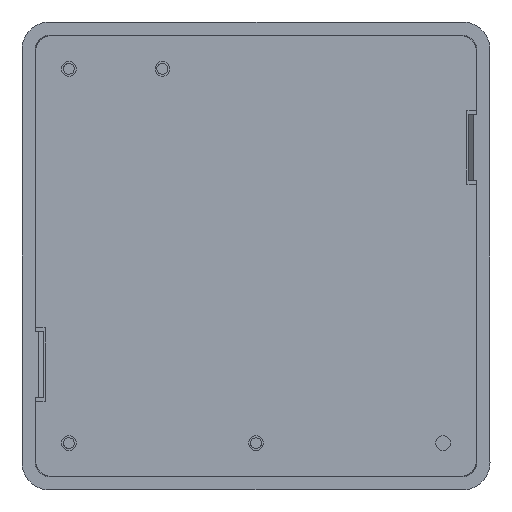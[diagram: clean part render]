
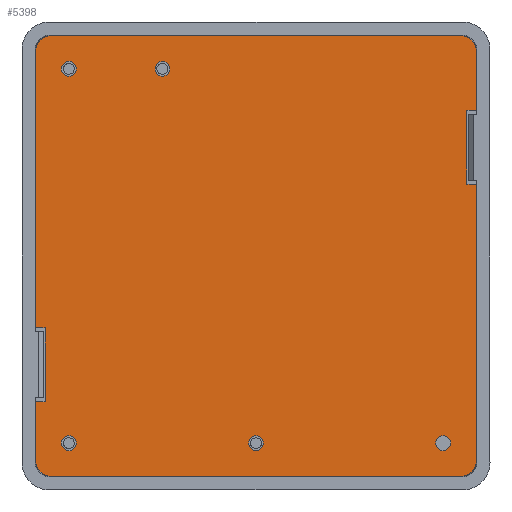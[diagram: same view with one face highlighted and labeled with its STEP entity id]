
A CAD part, front view. The second image highlights one B-rep face of the part: STEP entity #5398.
In plain terms, the highlighted planar face has unit normal (0, -1, 0).
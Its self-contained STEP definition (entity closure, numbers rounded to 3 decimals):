
#3823=DIRECTION('',(0.,0.,1.));
#3824=VECTOR('',#3823,3.25);
#3825=CARTESIAN_POINT('',(-11.95,0.,-11.15));
#3826=LINE('',#3825,#3824);
#3830=DIRECTION('',(1.,0.,0.));
#3831=VECTOR('',#3830,0.5);
#3832=CARTESIAN_POINT('',(-11.95,0.,-7.9));
#3833=LINE('',#3832,#3831);
#3837=DIRECTION('',(0.,0.,1.));
#3838=VECTOR('',#3837,4.);
#3839=CARTESIAN_POINT('',(-11.45,0.,-7.9));
#3840=LINE('',#3839,#3838);
#3844=DIRECTION('',(0.,0.,1.));
#3845=VECTOR('',#3844,15.05);
#3846=CARTESIAN_POINT('',(-11.95,0.,-3.9));
#3847=LINE('',#3846,#3845);
#3851=CARTESIAN_POINT('',(-11.15,0.,11.15));
#3852=DIRECTION('',(0.,1.,0.));
#3853=DIRECTION('',(-1.,0.,0.));
#3854=AXIS2_PLACEMENT_3D('',#3851,#3852,#3853);
#3859=DIRECTION('',(1.,0.,0.));
#3860=VECTOR('',#3859,22.3);
#3861=CARTESIAN_POINT('',(-11.15,0.,11.95));
#3862=LINE('',#3861,#3860);
#3866=CARTESIAN_POINT('',(11.15,0.,11.15));
#3867=DIRECTION('',(0.,1.,0.));
#3868=DIRECTION('',(0.,0.,1.));
#3869=AXIS2_PLACEMENT_3D('',#3866,#3867,#3868);
#3874=DIRECTION('',(0.,0.,-1.));
#3875=VECTOR('',#3874,3.25);
#3876=CARTESIAN_POINT('',(11.95,0.,11.15));
#3877=LINE('',#3876,#3875);
#3881=DIRECTION('',(-1.,0.,0.));
#3882=VECTOR('',#3881,0.5);
#3883=CARTESIAN_POINT('',(11.95,0.,7.9));
#3884=LINE('',#3883,#3882);
#3888=DIRECTION('',(0.,0.,-1.));
#3889=VECTOR('',#3888,4.);
#3890=CARTESIAN_POINT('',(11.45,0.,7.9));
#3891=LINE('',#3890,#3889);
#3895=DIRECTION('',(0.,0.,-1.));
#3896=VECTOR('',#3895,15.05);
#3897=CARTESIAN_POINT('',(11.95,0.,3.9));
#3898=LINE('',#3897,#3896);
#3902=CARTESIAN_POINT('',(11.15,0.,-11.15));
#3903=DIRECTION('',(0.,1.,0.));
#3904=DIRECTION('',(1.,0.,0.));
#3905=AXIS2_PLACEMENT_3D('',#3902,#3903,#3904);
#3910=DIRECTION('',(-1.,0.,0.));
#3911=VECTOR('',#3910,22.3);
#3912=CARTESIAN_POINT('',(11.15,0.,-11.95));
#3913=LINE('',#3912,#3911);
#3917=CARTESIAN_POINT('',(-11.15,0.,-11.15));
#3918=DIRECTION('',(0.,1.,0.));
#3919=DIRECTION('',(0.,0.,-1.));
#3920=AXIS2_PLACEMENT_3D('',#3917,#3918,#3919);
#3925=CARTESIAN_POINT('',(10.16,0.,-10.16));
#3926=DIRECTION('',(0.,-1.,0.));
#3927=DIRECTION('',(-1.,0.,0.));
#3928=AXIS2_PLACEMENT_3D('',#3925,#3926,#3927);
#3933=CARTESIAN_POINT('',(10.16,0.,-10.16));
#3934=DIRECTION('',(0.,-1.,0.));
#3935=DIRECTION('',(1.,0.,0.));
#3936=AXIS2_PLACEMENT_3D('',#3933,#3934,#3935);
#3941=CARTESIAN_POINT('',(-5.08,0.,10.16));
#3942=DIRECTION('',(0.,-1.,0.));
#3943=DIRECTION('',(-1.,0.,0.));
#3944=AXIS2_PLACEMENT_3D('',#3941,#3942,#3943);
#3949=CARTESIAN_POINT('',(-5.08,0.,10.16));
#3950=DIRECTION('',(0.,-1.,0.));
#3951=DIRECTION('',(1.,0.,0.));
#3952=AXIS2_PLACEMENT_3D('',#3949,#3950,#3951);
#3957=CARTESIAN_POINT('',(-10.16,0.,10.16));
#3958=DIRECTION('',(0.,-1.,0.));
#3959=DIRECTION('',(-1.,0.,0.));
#3960=AXIS2_PLACEMENT_3D('',#3957,#3958,#3959);
#3965=CARTESIAN_POINT('',(-10.16,0.,10.16));
#3966=DIRECTION('',(0.,-1.,0.));
#3967=DIRECTION('',(1.,0.,0.));
#3968=AXIS2_PLACEMENT_3D('',#3965,#3966,#3967);
#3973=CARTESIAN_POINT('',(-10.16,0.,-10.16));
#3974=DIRECTION('',(0.,-1.,0.));
#3975=DIRECTION('',(-1.,0.,0.));
#3976=AXIS2_PLACEMENT_3D('',#3973,#3974,#3975);
#3981=CARTESIAN_POINT('',(-10.16,0.,-10.16));
#3982=DIRECTION('',(0.,-1.,0.));
#3983=DIRECTION('',(1.,0.,0.));
#3984=AXIS2_PLACEMENT_3D('',#3981,#3982,#3983);
#3989=CARTESIAN_POINT('',(0.,0.,-10.16));
#3990=DIRECTION('',(0.,-1.,0.));
#3991=DIRECTION('',(-1.,0.,0.));
#3992=AXIS2_PLACEMENT_3D('',#3989,#3990,#3991);
#3997=CARTESIAN_POINT('',(0.,0.,-10.16));
#3998=DIRECTION('',(0.,-1.,0.));
#3999=DIRECTION('',(1.,0.,0.));
#4000=AXIS2_PLACEMENT_3D('',#3997,#3998,#3999);
#4632=DIRECTION('',(-1.,0.,0.));
#4633=VECTOR('',#4632,0.5);
#4634=CARTESIAN_POINT('',(11.95,0.,3.9));
#4635=LINE('',#4634,#4633);
#5037=DIRECTION('',(1.,0.,0.));
#5038=VECTOR('',#5037,0.5);
#5039=CARTESIAN_POINT('',(-11.95,0.,-3.9));
#5040=LINE('',#5039,#5038);
#5093=CARTESIAN_POINT('',(-11.95,0.,-11.15));
#5094=CARTESIAN_POINT('',(-11.95,0.,-7.9));
#5095=VERTEX_POINT('',#5093);
#5096=VERTEX_POINT('',#5094);
#5097=CARTESIAN_POINT('',(-11.45,0.,-7.9));
#5098=VERTEX_POINT('',#5097);
#5099=CARTESIAN_POINT('',(-11.45,0.,-3.9));
#5100=VERTEX_POINT('',#5099);
#5101=CARTESIAN_POINT('',(-11.95,0.,-3.9));
#5102=VERTEX_POINT('',#5101);
#5103=CARTESIAN_POINT('',(-11.95,0.,11.15));
#5104=VERTEX_POINT('',#5103);
#5105=CARTESIAN_POINT('',(-11.15,0.,11.95));
#5106=VERTEX_POINT('',#5105);
#5107=CARTESIAN_POINT('',(11.15,0.,11.95));
#5108=VERTEX_POINT('',#5107);
#5109=CARTESIAN_POINT('',(11.95,0.,11.15));
#5110=VERTEX_POINT('',#5109);
#5111=CARTESIAN_POINT('',(11.95,0.,7.9));
#5112=VERTEX_POINT('',#5111);
#5113=CARTESIAN_POINT('',(11.45,0.,7.9));
#5114=VERTEX_POINT('',#5113);
#5115=CARTESIAN_POINT('',(11.45,0.,3.9));
#5116=VERTEX_POINT('',#5115);
#5117=CARTESIAN_POINT('',(11.95,0.,3.9));
#5118=VERTEX_POINT('',#5117);
#5119=CARTESIAN_POINT('',(11.95,0.,-11.15));
#5120=VERTEX_POINT('',#5119);
#5121=CARTESIAN_POINT('',(11.15,0.,-11.95));
#5122=VERTEX_POINT('',#5121);
#5123=CARTESIAN_POINT('',(-11.15,0.,-11.95));
#5124=VERTEX_POINT('',#5123);
#5125=CARTESIAN_POINT('',(9.76,0.,-10.16));
#5126=CARTESIAN_POINT('',(10.56,0.,-10.16));
#5127=VERTEX_POINT('',#5125);
#5128=VERTEX_POINT('',#5126);
#5129=CARTESIAN_POINT('',(-5.48,0.,10.16));
#5130=CARTESIAN_POINT('',(-4.68,0.,10.16));
#5131=VERTEX_POINT('',#5129);
#5132=VERTEX_POINT('',#5130);
#5133=CARTESIAN_POINT('',(-10.56,0.,10.16));
#5134=CARTESIAN_POINT('',(-9.76,0.,10.16));
#5135=VERTEX_POINT('',#5133);
#5136=VERTEX_POINT('',#5134);
#5137=CARTESIAN_POINT('',(-10.56,0.,-10.16));
#5138=CARTESIAN_POINT('',(-9.76,0.,-10.16));
#5139=VERTEX_POINT('',#5137);
#5140=VERTEX_POINT('',#5138);
#5141=CARTESIAN_POINT('',(-0.4,0.,-10.16));
#5142=CARTESIAN_POINT('',(0.4,0.,-10.16));
#5143=VERTEX_POINT('',#5141);
#5144=VERTEX_POINT('',#5142);
#5329=CARTESIAN_POINT('',(0.,0.,0.));
#5330=DIRECTION('',(0.,1.,0.));
#5331=DIRECTION('',(1.,0.,0.));
#5332=AXIS2_PLACEMENT_3D('',#5329,#5330,#5331);
#5333=PLANE('',#5332);
#5335=ORIENTED_EDGE('',*,*,#5334,.T.);
#5337=ORIENTED_EDGE('',*,*,#5336,.T.);
#5339=ORIENTED_EDGE('',*,*,#5338,.T.);
#5341=ORIENTED_EDGE('',*,*,#5340,.F.);
#5343=ORIENTED_EDGE('',*,*,#5342,.T.);
#5345=ORIENTED_EDGE('',*,*,#5344,.T.);
#5347=ORIENTED_EDGE('',*,*,#5346,.T.);
#5349=ORIENTED_EDGE('',*,*,#5348,.T.);
#5351=ORIENTED_EDGE('',*,*,#5350,.T.);
#5353=ORIENTED_EDGE('',*,*,#5352,.T.);
#5355=ORIENTED_EDGE('',*,*,#5354,.T.);
#5357=ORIENTED_EDGE('',*,*,#5356,.F.);
#5359=ORIENTED_EDGE('',*,*,#5358,.T.);
#5361=ORIENTED_EDGE('',*,*,#5360,.T.);
#5363=ORIENTED_EDGE('',*,*,#5362,.T.);
#5365=ORIENTED_EDGE('',*,*,#5364,.T.);
#5366=EDGE_LOOP('',(#5335,#5337,#5339,#5341,#5343,#5345,#5347,#5349,#5351,#5353,
#5355,#5357,#5359,#5361,#5363,#5365));
#5367=FACE_OUTER_BOUND('',#5366,.F.);
#5369=ORIENTED_EDGE('',*,*,#5368,.T.);
#5371=ORIENTED_EDGE('',*,*,#5370,.T.);
#5372=EDGE_LOOP('',(#5369,#5371));
#5373=FACE_BOUND('',#5372,.F.);
#5375=ORIENTED_EDGE('',*,*,#5374,.T.);
#5377=ORIENTED_EDGE('',*,*,#5376,.T.);
#5378=EDGE_LOOP('',(#5375,#5377));
#5379=FACE_BOUND('',#5378,.F.);
#5381=ORIENTED_EDGE('',*,*,#5380,.T.);
#5383=ORIENTED_EDGE('',*,*,#5382,.T.);
#5384=EDGE_LOOP('',(#5381,#5383));
#5385=FACE_BOUND('',#5384,.F.);
#5387=ORIENTED_EDGE('',*,*,#5386,.T.);
#5389=ORIENTED_EDGE('',*,*,#5388,.T.);
#5390=EDGE_LOOP('',(#5387,#5389));
#5391=FACE_BOUND('',#5390,.F.);
#5393=ORIENTED_EDGE('',*,*,#5392,.T.);
#5395=ORIENTED_EDGE('',*,*,#5394,.T.);
#5396=EDGE_LOOP('',(#5393,#5395));
#5397=FACE_BOUND('',#5396,.F.);
#5398=ADVANCED_FACE('',(#5367,#5373,#5379,#5385,#5391,#5397),#5333,.F.);
#3855=CIRCLE('',#3854,0.8);
#3870=CIRCLE('',#3869,0.8);
#3906=CIRCLE('',#3905,0.8);
#3921=CIRCLE('',#3920,0.8);
#3929=CIRCLE('',#3928,0.4);
#3937=CIRCLE('',#3936,0.4);
#3945=CIRCLE('',#3944,0.4);
#3953=CIRCLE('',#3952,0.4);
#3961=CIRCLE('',#3960,0.4);
#3969=CIRCLE('',#3968,0.4);
#3977=CIRCLE('',#3976,0.4);
#3985=CIRCLE('',#3984,0.4);
#3993=CIRCLE('',#3992,0.4);
#4001=CIRCLE('',#4000,0.4);
#5334=EDGE_CURVE('',#5095,#5096,#3826,.T.);
#5336=EDGE_CURVE('',#5096,#5098,#3833,.T.);
#5338=EDGE_CURVE('',#5098,#5100,#3840,.T.);
#5340=EDGE_CURVE('',#5102,#5100,#5040,.T.);
#5342=EDGE_CURVE('',#5102,#5104,#3847,.T.);
#5344=EDGE_CURVE('',#5104,#5106,#3855,.T.);
#5346=EDGE_CURVE('',#5106,#5108,#3862,.T.);
#5348=EDGE_CURVE('',#5108,#5110,#3870,.T.);
#5350=EDGE_CURVE('',#5110,#5112,#3877,.T.);
#5352=EDGE_CURVE('',#5112,#5114,#3884,.T.);
#5354=EDGE_CURVE('',#5114,#5116,#3891,.T.);
#5356=EDGE_CURVE('',#5118,#5116,#4635,.T.);
#5358=EDGE_CURVE('',#5118,#5120,#3898,.T.);
#5360=EDGE_CURVE('',#5120,#5122,#3906,.T.);
#5362=EDGE_CURVE('',#5122,#5124,#3913,.T.);
#5364=EDGE_CURVE('',#5124,#5095,#3921,.T.);
#5368=EDGE_CURVE('',#5127,#5128,#3929,.T.);
#5370=EDGE_CURVE('',#5128,#5127,#3937,.T.);
#5374=EDGE_CURVE('',#5131,#5132,#3945,.T.);
#5376=EDGE_CURVE('',#5132,#5131,#3953,.T.);
#5380=EDGE_CURVE('',#5135,#5136,#3961,.T.);
#5382=EDGE_CURVE('',#5136,#5135,#3969,.T.);
#5386=EDGE_CURVE('',#5139,#5140,#3977,.T.);
#5388=EDGE_CURVE('',#5140,#5139,#3985,.T.);
#5392=EDGE_CURVE('',#5143,#5144,#3993,.T.);
#5394=EDGE_CURVE('',#5144,#5143,#4001,.T.);
